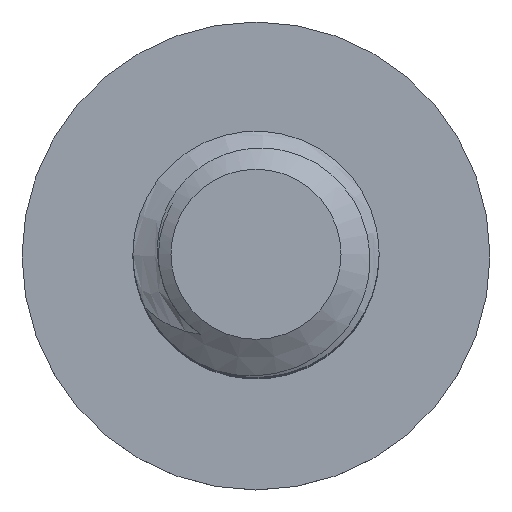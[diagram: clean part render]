
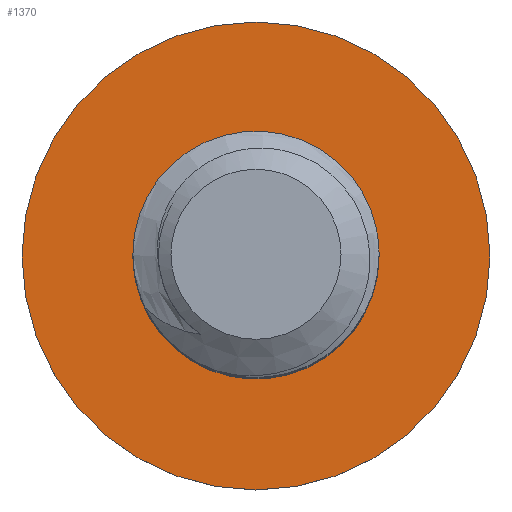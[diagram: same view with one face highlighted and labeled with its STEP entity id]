
A CAD part, top view. The second image highlights one B-rep face of the part: STEP entity #1370.
In plain terms, the highlighted planar face has unit normal (0, 0, 1).
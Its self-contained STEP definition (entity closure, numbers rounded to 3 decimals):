
#14=FACE_BOUND($,#112,.T.);
#50=PLANE($,#1404);
#64=B_SPLINE_CURVE_WITH_KNOTS($,3,(#1672,#1673,#1674,#1675,#1676,#1677,
#1678,#1679,#1680,#1681,#1682,#1683,#1684,#1685,#1686,#1687,#1688,#1689),
 .UNSPECIFIED.,.F.,.F.,(4,2,2,2,2,2,2,2,4),(0.,0.05,0.096,
0.183,0.271,0.359,0.451,
0.529,0.639),.UNSPECIFIED.);
#65=B_SPLINE_CURVE_WITH_KNOTS($,3,(#1692,#1693,#1694,#1695,#1696,#1697,
#1698,#1699,#1700,#1701,#1702,#1703,#1704,#1705,#1706,#1707),
 .UNSPECIFIED.,.F.,.F.,(4,2,2,2,2,2,2,4),(0.,0.052,0.102,
0.179,0.282,0.412,0.537,
0.687),.UNSPECIFIED.);
#88=FACE_OUTER_BOUND($,#111,.T.);
#111=EDGE_LOOP($,(#921));
#112=EDGE_LOOP($,(#922,#923,#924,#925));
#129=CIRCLE($,#1397,4.75);
#130=CIRCLE($,#1405,2.5);
#131=CIRCLE($,#1406,1.98);
#372=VERTEX_POINT($,#1648);
#374=VERTEX_POINT($,#1668);
#375=VERTEX_POINT($,#1669);
#376=VERTEX_POINT($,#1671);
#377=VERTEX_POINT($,#1690);
#618=EDGE_CURVE($,#372,#372,#129,.T.);
#625=EDGE_CURVE($,#374,#375,#130,.T.);
#626=EDGE_CURVE($,#374,#376,#64,.T.);
#627=EDGE_CURVE($,#376,#377,#131,.T.);
#628=EDGE_CURVE($,#377,#375,#65,.T.);
#921=ORIENTED_EDGE($,*,*,#618,.F.);
#922=ORIENTED_EDGE($,*,*,#625,.F.);
#923=ORIENTED_EDGE($,*,*,#626,.T.);
#924=ORIENTED_EDGE($,*,*,#627,.T.);
#925=ORIENTED_EDGE($,*,*,#628,.T.);
#1370=ADVANCED_FACE($,(#88,#14),#50,.F.);
#1397=AXIS2_PLACEMENT_3D($,#1649,#1460,#1461);
#1404=AXIS2_PLACEMENT_3D($,#1667,#1478,#1479);
#1405=AXIS2_PLACEMENT_3D($,#1670,#1480,#1481);
#1406=AXIS2_PLACEMENT_3D($,#1691,#1482,#1483);
#1460=DIRECTION('center_axis',(0.,0.,-1.));
#1461=DIRECTION('ref_axis',(-1.,0.,0.));
#1478=DIRECTION('center_axis',(0.,0.,-1.));
#1479=DIRECTION('ref_axis',(-1.,0.,0.));
#1480=DIRECTION('center_axis',(0.,0.,1.));
#1481=DIRECTION('ref_axis',(1.,0.,0.));
#1482=DIRECTION('center_axis',(0.,0.,-1.));
#1483=DIRECTION('ref_axis',(1.,0.,0.));
#1648=CARTESIAN_POINT('',(4.75,0.,-20.));
#1649=CARTESIAN_POINT('Origin',(0.,0.,-20.));
#1667=CARTESIAN_POINT('Origin',(0.,0.,-20.));
#1668=CARTESIAN_POINT('',(0.,2.5,-20.));
#1669=CARTESIAN_POINT('',(-1.752,1.784,-20.));
#1670=CARTESIAN_POINT('Origin',(0.,0.,-20.));
#1671=CARTESIAN_POINT('',(1.388,-1.413,-20.));
#1672=CARTESIAN_POINT('Ctrl Pts',(0.,2.5,
-20.));
#1673=CARTESIAN_POINT('Ctrl Pts',(0.165,2.487,-20.));
#1674=CARTESIAN_POINT('Ctrl Pts',(0.329,2.456,-20.));
#1675=CARTESIAN_POINT('Ctrl Pts',(0.635,2.366,-20.));
#1676=CARTESIAN_POINT('Ctrl Pts',(0.777,2.308,-20.));
#1677=CARTESIAN_POINT('Ctrl Pts',(1.171,2.102,-20.));
#1678=CARTESIAN_POINT('Ctrl Pts',(1.402,1.92,-20.));
#1679=CARTESIAN_POINT('Ctrl Pts',(1.789,1.481,-20.));
#1680=CARTESIAN_POINT('Ctrl Pts',(1.932,1.236,-20.));
#1681=CARTESIAN_POINT('Ctrl Pts',(2.117,0.751,-20.));
#1682=CARTESIAN_POINT('Ctrl Pts',(2.165,0.494,-20.));
#1683=CARTESIAN_POINT('Ctrl Pts',(2.167,-0.039,
-20.));
#1684=CARTESIAN_POINT('Ctrl Pts',(2.115,-0.311,-20.));
#1685=CARTESIAN_POINT('Ctrl Pts',(1.927,-0.78,-20.));
#1686=CARTESIAN_POINT('Ctrl Pts',(1.825,-0.938,-20.));
#1687=CARTESIAN_POINT('Ctrl Pts',(1.647,-1.179,-20.));
#1688=CARTESIAN_POINT('Ctrl Pts',(1.525,-1.305,-20.));
#1689=CARTESIAN_POINT('Ctrl Pts',(1.388,-1.413,-20.));
#1690=CARTESIAN_POINT('',(0.,-1.98,-20.));
#1691=CARTESIAN_POINT('Origin',(0.,0.,-20.));
#1692=CARTESIAN_POINT('Ctrl Pts',(0.,-1.98,
-20.));
#1693=CARTESIAN_POINT('Ctrl Pts',(-0.173,-1.998,
-20.));
#1694=CARTESIAN_POINT('Ctrl Pts',(-0.348,-1.994,
-20.));
#1695=CARTESIAN_POINT('Ctrl Pts',(-0.685,-1.943,
-20.));
#1696=CARTESIAN_POINT('Ctrl Pts',(-0.846,-1.898,
-20.));
#1697=CARTESIAN_POINT('Ctrl Pts',(-1.238,-1.738,-20.));
#1698=CARTESIAN_POINT('Ctrl Pts',(-1.456,-1.597,-20.));
#1699=CARTESIAN_POINT('Ctrl Pts',(-1.891,-1.185,-20.));
#1700=CARTESIAN_POINT('Ctrl Pts',(-2.045,-0.923,
-20.));
#1701=CARTESIAN_POINT('Ctrl Pts',(-2.26,-0.439,
-20.));
#1702=CARTESIAN_POINT('Ctrl Pts',(-2.326,-0.148,
-20.));
#1703=CARTESIAN_POINT('Ctrl Pts',(-2.347,0.432,-20.));
#1704=CARTESIAN_POINT('Ctrl Pts',(-2.304,0.716,-20.));
#1705=CARTESIAN_POINT('Ctrl Pts',(-2.101,1.306,-20.));
#1706=CARTESIAN_POINT('Ctrl Pts',(-1.928,1.576,-20.));
#1707=CARTESIAN_POINT('Ctrl Pts',(-1.752,1.784,-20.));
